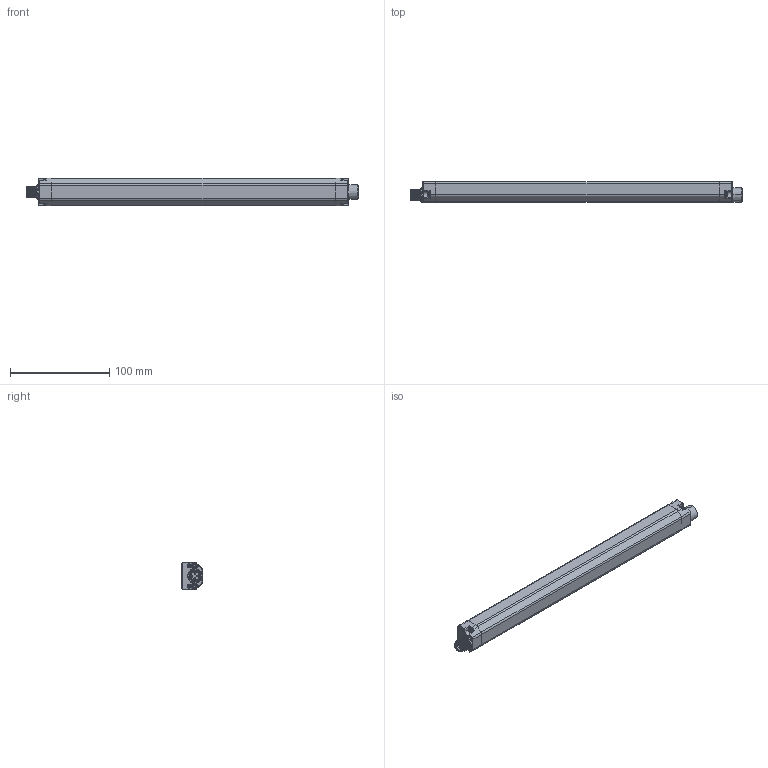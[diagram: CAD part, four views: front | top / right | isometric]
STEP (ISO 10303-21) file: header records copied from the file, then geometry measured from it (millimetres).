
FILE_DESCRIPTION((''),'2;1');
FILE_NAME('154520_SW','2010-11-02T',('banengservice'),('BANNER ENGINEERING'),'PRO/ENGINEER BY PARAMETRIC TECHNOLOGY CORPORATION, 2009141','PRO/ENGINEER BY PARAMETRIC TECHNOLOGY CORPORATION, 2009141','');
FILE_SCHEMA(('CONFIG_CONTROL_DESIGN'));
Products named in the file (1): 154520_SW
Bounding box: 335 x 21 x 28 mm (x, y, z)
Volume: 72186.7 mm3; surface area: 82193.5 mm2
Topology: 1 solids, 1 shells, 1102 faces, 2774 edges, 1704 vertices
Faces by surface type: plane 372, cylinder 341, bspline 139, cone 136, torus 98, sphere 16
Entity records: 48082 total; most frequent: CARTESIAN_POINT 22199, ORIENTED_EDGE 5532, DIRECTION 5356, EDGE_CURVE 2766, AXIS2_PLACEMENT_3D 2061, VERTEX_POINT 1704, VECTOR 1234, LINE 1234
